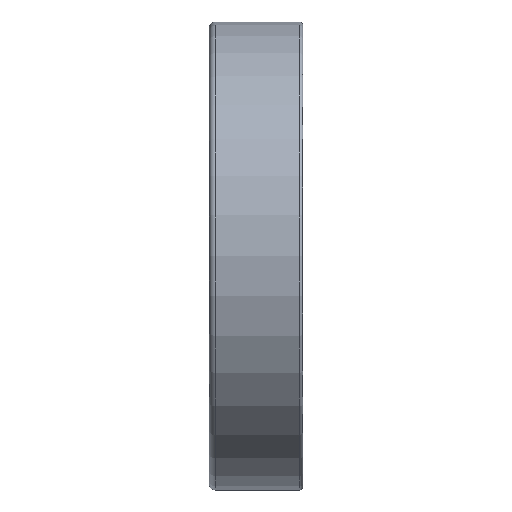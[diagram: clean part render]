
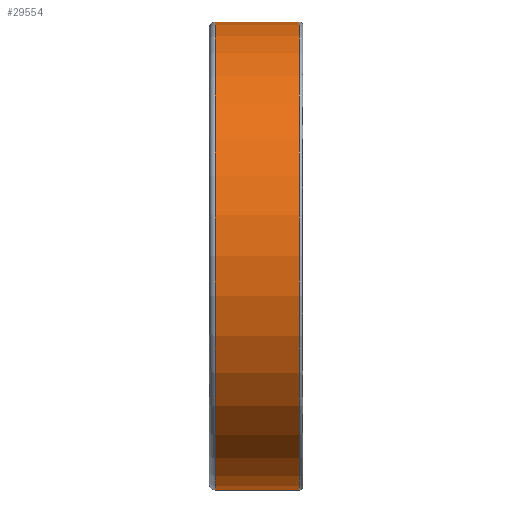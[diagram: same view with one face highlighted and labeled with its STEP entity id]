
A CAD part, top view. The second image highlights one B-rep face of the part: STEP entity #29554.
In plain terms, the highlighted cylindrical face has radius 40 mm (diameter 80 mm), a partial arc.
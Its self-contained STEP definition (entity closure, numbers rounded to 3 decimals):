
#19791=DIRECTION('',(-1.,0.,0.));
#19792=VECTOR('',#19791,14.4);
#19793=CARTESIAN_POINT('',(7.4,40.,0.));
#19794=LINE('',#19793,#19792);
#19798=DIRECTION('',(-1.,0.,0.));
#19799=VECTOR('',#19798,14.4);
#19800=CARTESIAN_POINT('',(7.4,-40.,0.));
#19801=LINE('',#19800,#19799);
#19813=CARTESIAN_POINT('',(7.4,0.,0.));
#19814=DIRECTION('',(1.,0.,0.));
#19815=DIRECTION('',(0.,1.,0.));
#19816=AXIS2_PLACEMENT_3D('',#19813,#19814,#19815);
#19821=CARTESIAN_POINT('',(-7.,0.,0.));
#19822=DIRECTION('',(1.,0.,0.));
#19823=DIRECTION('',(0.,1.,0.));
#19824=AXIS2_PLACEMENT_3D('',#19821,#19822,#19823);
#26638=CARTESIAN_POINT('',(7.4,40.,0.));
#26639=CARTESIAN_POINT('',(-7.,40.,0.));
#26640=VERTEX_POINT('',#26638);
#26641=VERTEX_POINT('',#26639);
#26650=CARTESIAN_POINT('',(7.4,-40.,0.));
#26651=CARTESIAN_POINT('',(-7.,-40.,0.));
#26652=VERTEX_POINT('',#26650);
#26653=VERTEX_POINT('',#26651);
#29542=CARTESIAN_POINT('',(-8.8,0.,0.));
#29543=DIRECTION('',(1.,0.,0.));
#29544=DIRECTION('',(0.,-1.,0.));
#29545=AXIS2_PLACEMENT_3D('',#29542,#29543,#29544);
#29546=CYLINDRICAL_SURFACE('',#29545,40.);
#29547=ORIENTED_EDGE('',*,*,#29532,.F.);
#29548=ORIENTED_EDGE('',*,*,#29509,.T.);
#29549=ORIENTED_EDGE('',*,*,#29536,.T.);
#29551=ORIENTED_EDGE('',*,*,#29550,.F.);
#29552=EDGE_LOOP('',(#29547,#29548,#29549,#29551));
#29553=FACE_OUTER_BOUND('',#29552,.F.);
#19817=CIRCLE('',#19816,40.);
#19825=CIRCLE('',#19824,40.);
#29509=EDGE_CURVE('',#26640,#26652,#19817,.T.);
#29532=EDGE_CURVE('',#26640,#26641,#19794,.T.);
#29536=EDGE_CURVE('',#26652,#26653,#19801,.T.);
#29550=EDGE_CURVE('',#26641,#26653,#19825,.T.);
#29554=ADVANCED_FACE('',(#29553),#29546,.T.);
